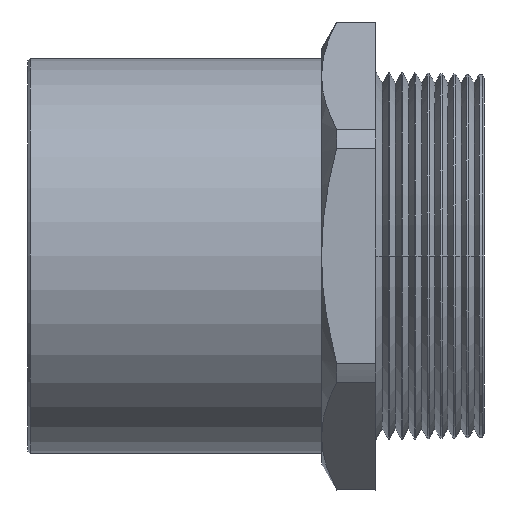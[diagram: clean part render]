
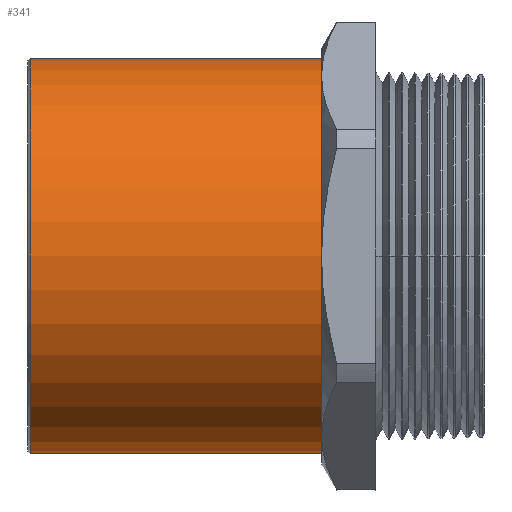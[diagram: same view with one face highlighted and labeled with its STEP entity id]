
A CAD part, front view. The second image highlights one B-rep face of the part: STEP entity #341.
In plain terms, the highlighted cylindrical face has radius 19.907 mm (diameter 39.814 mm), a partial arc.
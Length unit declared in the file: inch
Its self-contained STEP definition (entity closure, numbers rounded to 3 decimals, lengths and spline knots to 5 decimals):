
#211 = EDGE_CURVE ( 'NONE', #2634, #2635, #1316, .T. ) ;
#338 = EDGE_CURVE ( 'NONE', #771, #774, #1606, .T. ) ;
#341 = ADVANCED_FACE ( 'NONE', ( #1590 ), #1589, .T. ) ;
#342 = ORIENTED_EDGE ( 'NONE', *, *, #2655, .F. ) ;
#343 = EDGE_LOOP ( 'NONE', ( #342, #416, #417, #418 ) ) ;
#416 = ORIENTED_EDGE ( 'NONE', *, *, #211, .T. ) ;
#417 = ORIENTED_EDGE ( 'NONE', *, *, #2652, .T. ) ;
#418 = ORIENTED_EDGE ( 'NONE', *, *, #338, .T. ) ;
#771 = VERTEX_POINT ( 'NONE', #2290 ) ;
#774 = VERTEX_POINT ( 'NONE', #2284 ) ;
#1312 = DIRECTION ( 'NONE',  ( 0., 0., 1. ) ) ;
#1313 = DIRECTION ( 'NONE',  ( -1., 0., 0. ) ) ;
#1314 = CARTESIAN_POINT ( 'NONE',  ( -0.645, 0., 0. ) ) ;
#1315 = AXIS2_PLACEMENT_3D ( 'NONE', #1314, #1313, #1312 ) ;
#1316 = CIRCLE ( 'NONE', #1315, 0.78375 ) ;
#1586 = CARTESIAN_POINT ( 'NONE',  ( -0.59111, 0., 0. ) ) ;
#1587 = AXIS2_PLACEMENT_3D ( 'NONE', #1586, #1640, #1639 ) ;
#1589 = CYLINDRICAL_SURFACE ( 'NONE', #1587, 0.78375 ) ;
#1590 = FACE_OUTER_BOUND ( 'NONE', #343, .T. ) ;
#1598 = DIRECTION ( 'NONE',  ( 0., 0., -1. ) ) ;
#1599 = DIRECTION ( 'NONE',  ( 1., 0., 0. ) ) ;
#1600 = CARTESIAN_POINT ( 'NONE',  ( -1.8, 0., 0. ) ) ;
#1601 = AXIS2_PLACEMENT_3D ( 'NONE', #1600, #1599, #1598 ) ;
#1606 = CIRCLE ( 'NONE', #1601, 0.78375 ) ;
#1639 = DIRECTION ( 'NONE',  ( 0., 0., 1. ) ) ;
#1640 = DIRECTION ( 'NONE',  ( -1., 0., 0. ) ) ;
#2284 = CARTESIAN_POINT ( 'NONE',  ( -1.8, 0., -0.78375 ) ) ;
#2290 = CARTESIAN_POINT ( 'NONE',  ( -1.8, 0., 0.78375 ) ) ;
#2522 = CARTESIAN_POINT ( 'NONE',  ( -0.645, 0., 0.78375 ) ) ;
#2523 = CARTESIAN_POINT ( 'NONE',  ( -0.645, 0., -0.78375 ) ) ;
#2544 = DIRECTION ( 'NONE',  ( -1., 0., 0. ) ) ;
#2545 = VECTOR ( 'NONE', #2544, 39.37008 ) ;
#2546 = CARTESIAN_POINT ( 'NONE',  ( -0.59111, 0., -0.78375 ) ) ;
#2552 = LINE ( 'NONE', #2546, #2545 ) ;
#2554 = DIRECTION ( 'NONE',  ( -1., 0., 0. ) ) ;
#2555 = VECTOR ( 'NONE', #2554, 39.37008 ) ;
#2556 = CARTESIAN_POINT ( 'NONE',  ( -0.59111, 0., 0.78375 ) ) ;
#2557 = LINE ( 'NONE', #2556, #2555 ) ;
#2634 = VERTEX_POINT ( 'NONE', #2523 ) ;
#2635 = VERTEX_POINT ( 'NONE', #2522 ) ;
#2652 = EDGE_CURVE ( 'NONE', #2635, #771, #2557, .T. ) ;
#2655 = EDGE_CURVE ( 'NONE', #2634, #774, #2552, .T. ) ;
